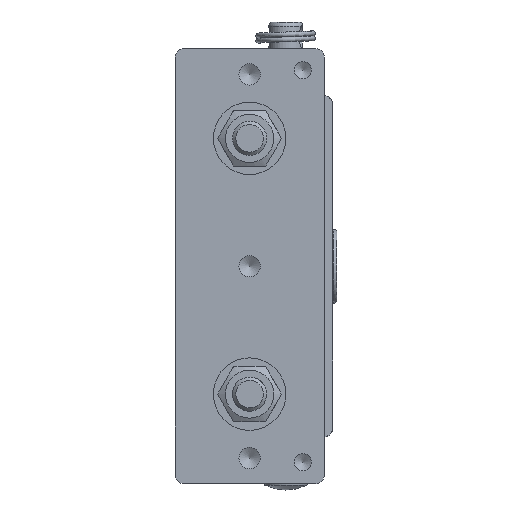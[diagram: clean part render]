
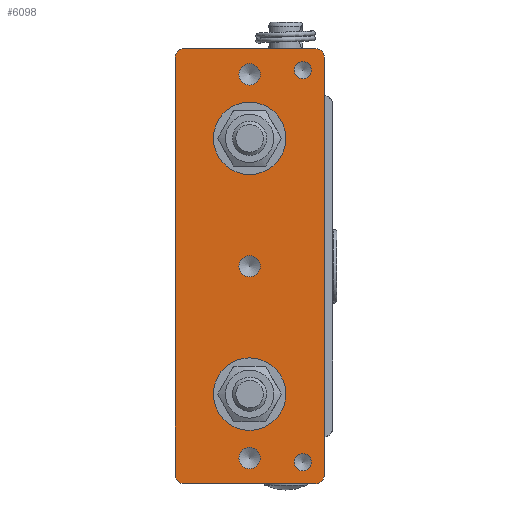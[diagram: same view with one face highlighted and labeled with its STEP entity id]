
A CAD part, front view. The second image highlights one B-rep face of the part: STEP entity #6098.
In plain terms, the highlighted planar face has unit normal (0, -1, 0).
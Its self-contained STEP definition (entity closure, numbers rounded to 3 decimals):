
#288=FACE_BOUND('',#1609,.T.);
#289=FACE_BOUND('',#1610,.T.);
#290=FACE_BOUND('',#1611,.T.);
#291=FACE_BOUND('',#1612,.T.);
#292=FACE_BOUND('',#1613,.T.);
#293=FACE_BOUND('',#1614,.T.);
#294=FACE_BOUND('',#1615,.T.);
#541=LINE('',#10603,#833);
#545=LINE('',#10612,#837);
#548=LINE('',#10620,#840);
#551=LINE('',#10628,#843);
#833=VECTOR('',#7925,10.);
#837=VECTOR('',#7935,10.);
#840=VECTOR('',#7944,10.);
#843=VECTOR('',#7953,10.);
#1201=FACE_OUTER_BOUND('',#1608,.T.);
#1608=EDGE_LOOP('',(#4628,#4629,#4630,#4631,#4632,#4633,#4634,#4635));
#1609=EDGE_LOOP('',(#4636));
#1610=EDGE_LOOP('',(#4637));
#1611=EDGE_LOOP('',(#4638));
#1612=EDGE_LOOP('',(#4639));
#1613=EDGE_LOOP('',(#4640));
#1614=EDGE_LOOP('',(#4641));
#1615=EDGE_LOOP('',(#4642));
#2033=CIRCLE('',#6615,2.5);
#2039=CIRCLE('',#6627,2.5);
#2045=CIRCLE('',#6641,2.5);
#2046=CIRCLE('',#6643,2.025);
#2047=CIRCLE('',#6646,2.);
#2048=CIRCLE('',#6649,2.);
#2049=CIRCLE('',#6652,2.);
#2050=CIRCLE('',#6655,2.);
#2051=CIRCLE('',#6657,2.025);
#2052=CIRCLE('',#6659,4.5);
#2054=CIRCLE('',#6662,4.5);
#2605=VERTEX_POINT('',#10536);
#2613=VERTEX_POINT('',#10563);
#2620=VERTEX_POINT('',#10593);
#2621=VERTEX_POINT('',#10597);
#2622=VERTEX_POINT('',#10601);
#2623=VERTEX_POINT('',#10602);
#2624=VERTEX_POINT('',#10607);
#2625=VERTEX_POINT('',#10611);
#2626=VERTEX_POINT('',#10615);
#2627=VERTEX_POINT('',#10619);
#2628=VERTEX_POINT('',#10623);
#2629=VERTEX_POINT('',#10627);
#2630=VERTEX_POINT('',#10633);
#2631=VERTEX_POINT('',#10637);
#2632=VERTEX_POINT('',#10641);
#3296=EDGE_CURVE('',#2605,#2605,#2033,.T.);
#3309=EDGE_CURVE('',#2613,#2613,#2039,.T.);
#3324=EDGE_CURVE('',#2620,#2620,#2045,.T.);
#3326=EDGE_CURVE('',#2621,#2621,#2046,.T.);
#3328=EDGE_CURVE('',#2622,#2623,#541,.T.);
#3331=EDGE_CURVE('',#2624,#2622,#2047,.T.);
#3333=EDGE_CURVE('',#2625,#2624,#545,.T.);
#3335=EDGE_CURVE('',#2626,#2625,#2048,.T.);
#3337=EDGE_CURVE('',#2627,#2626,#548,.T.);
#3339=EDGE_CURVE('',#2627,#2628,#2049,.T.);
#3341=EDGE_CURVE('',#2629,#2628,#551,.T.);
#3343=EDGE_CURVE('',#2623,#2629,#2050,.T.);
#3344=EDGE_CURVE('',#2630,#2630,#2051,.T.);
#3346=EDGE_CURVE('',#2631,#2631,#2052,.T.);
#3348=EDGE_CURVE('',#2632,#2632,#2054,.T.);
#4628=ORIENTED_EDGE('',*,*,#3328,.T.);
#4629=ORIENTED_EDGE('',*,*,#3343,.T.);
#4630=ORIENTED_EDGE('',*,*,#3341,.T.);
#4631=ORIENTED_EDGE('',*,*,#3339,.F.);
#4632=ORIENTED_EDGE('',*,*,#3337,.T.);
#4633=ORIENTED_EDGE('',*,*,#3335,.T.);
#4634=ORIENTED_EDGE('',*,*,#3333,.T.);
#4635=ORIENTED_EDGE('',*,*,#3331,.T.);
#4636=ORIENTED_EDGE('',*,*,#3324,.T.);
#4637=ORIENTED_EDGE('',*,*,#3326,.T.);
#4638=ORIENTED_EDGE('',*,*,#3348,.F.);
#4639=ORIENTED_EDGE('',*,*,#3309,.T.);
#4640=ORIENTED_EDGE('',*,*,#3346,.F.);
#4641=ORIENTED_EDGE('',*,*,#3296,.T.);
#4642=ORIENTED_EDGE('',*,*,#3344,.T.);
#5885=PLANE('',#6664);
#6098=ADVANCED_FACE('',(#1201,#288,#289,#290,#291,#292,#293,#294),#5885,
 .T.);
#6615=AXIS2_PLACEMENT_3D('',#10537,#7847,#7848);
#6627=AXIS2_PLACEMENT_3D('',#10564,#7878,#7879);
#6641=AXIS2_PLACEMENT_3D('',#10594,#7915,#7916);
#6643=AXIS2_PLACEMENT_3D('',#10598,#7920,#7921);
#6646=AXIS2_PLACEMENT_3D('',#10608,#7930,#7931);
#6649=AXIS2_PLACEMENT_3D('',#10616,#7939,#7940);
#6652=AXIS2_PLACEMENT_3D('',#10624,#7948,#7949);
#6655=AXIS2_PLACEMENT_3D('',#10631,#7957,#7958);
#6657=AXIS2_PLACEMENT_3D('',#10634,#7961,#7962);
#6659=AXIS2_PLACEMENT_3D('',#10638,#7966,#7967);
#6662=AXIS2_PLACEMENT_3D('',#10642,#7972,#7973);
#6664=AXIS2_PLACEMENT_3D('',#10644,#7976,#7977);
#7847=DIRECTION('center_axis',(0.,1.,0.));
#7848=DIRECTION('ref_axis',(1.,0.,0.));
#7878=DIRECTION('center_axis',(0.,1.,0.));
#7879=DIRECTION('ref_axis',(1.,0.,0.));
#7915=DIRECTION('center_axis',(0.,1.,0.));
#7916=DIRECTION('ref_axis',(1.,0.,0.));
#7920=DIRECTION('center_axis',(0.,1.,0.));
#7921=DIRECTION('ref_axis',(1.,0.,0.));
#7925=DIRECTION('',(0.,0.,1.));
#7930=DIRECTION('center_axis',(0.,-1.,0.));
#7931=DIRECTION('ref_axis',(0.707,0.,-0.707));
#7935=DIRECTION('',(1.,0.,0.));
#7939=DIRECTION('center_axis',(0.,-1.,0.));
#7940=DIRECTION('ref_axis',(-0.707,0.,-0.707));
#7944=DIRECTION('',(0.,0.,-1.));
#7948=DIRECTION('center_axis',(0.,1.,0.));
#7949=DIRECTION('ref_axis',(-0.707,0.,0.707));
#7953=DIRECTION('',(-1.,0.,0.));
#7957=DIRECTION('center_axis',(0.,-1.,0.));
#7958=DIRECTION('ref_axis',(0.707,0.,0.707));
#7961=DIRECTION('center_axis',(0.,1.,0.));
#7962=DIRECTION('ref_axis',(1.,0.,0.));
#7966=DIRECTION('center_axis',(0.,-1.,0.));
#7967=DIRECTION('ref_axis',(1.,0.,0.));
#7972=DIRECTION('center_axis',(0.,-1.,0.));
#7973=DIRECTION('ref_axis',(1.,0.,0.));
#7976=DIRECTION('center_axis',(0.,-1.,0.));
#7977=DIRECTION('ref_axis',(1.,0.,0.));
#10536=CARTESIAN_POINT('',(2.5,-12.5,45.));
#10537=CARTESIAN_POINT('Origin',(5.,-12.5,45.));
#10563=CARTESIAN_POINT('',(2.5,-12.5,0.));
#10564=CARTESIAN_POINT('Origin',(5.,-12.5,0.));
#10593=CARTESIAN_POINT('',(2.5,-12.5,-45.));
#10594=CARTESIAN_POINT('Origin',(5.,-12.5,-45.));
#10597=CARTESIAN_POINT('',(15.475,-12.5,-46.));
#10598=CARTESIAN_POINT('Origin',(17.5,-12.5,-46.));
#10601=CARTESIAN_POINT('',(22.5,-12.5,-49.));
#10602=CARTESIAN_POINT('',(22.5,-12.5,49.));
#10603=CARTESIAN_POINT('',(22.5,-12.5,0.));
#10607=CARTESIAN_POINT('',(20.5,-12.5,-51.));
#10608=CARTESIAN_POINT('Origin',(20.5,-12.5,-49.));
#10611=CARTESIAN_POINT('',(-10.5,-12.5,-51.));
#10612=CARTESIAN_POINT('',(-3.75,-12.5,-51.));
#10615=CARTESIAN_POINT('',(-12.5,-12.5,-49.));
#10616=CARTESIAN_POINT('Origin',(-10.5,-12.5,-49.));
#10619=CARTESIAN_POINT('',(-12.5,-12.5,49.));
#10620=CARTESIAN_POINT('',(-12.5,-12.5,0.));
#10623=CARTESIAN_POINT('',(-10.5,-12.5,51.));
#10624=CARTESIAN_POINT('Origin',(-10.5,-12.5,49.));
#10627=CARTESIAN_POINT('',(20.5,-12.5,51.));
#10628=CARTESIAN_POINT('',(-3.75,-12.5,51.));
#10631=CARTESIAN_POINT('Origin',(20.5,-12.5,49.));
#10633=CARTESIAN_POINT('',(15.475,-12.5,46.));
#10634=CARTESIAN_POINT('Origin',(17.5,-12.5,46.));
#10637=CARTESIAN_POINT('',(5.,-12.5,25.5));
#10638=CARTESIAN_POINT('Origin',(5.,-12.5,30.));
#10641=CARTESIAN_POINT('',(5.,-12.5,-34.5));
#10642=CARTESIAN_POINT('Origin',(5.,-12.5,-30.));
#10644=CARTESIAN_POINT('Origin',(-12.5,-12.5,0.));
